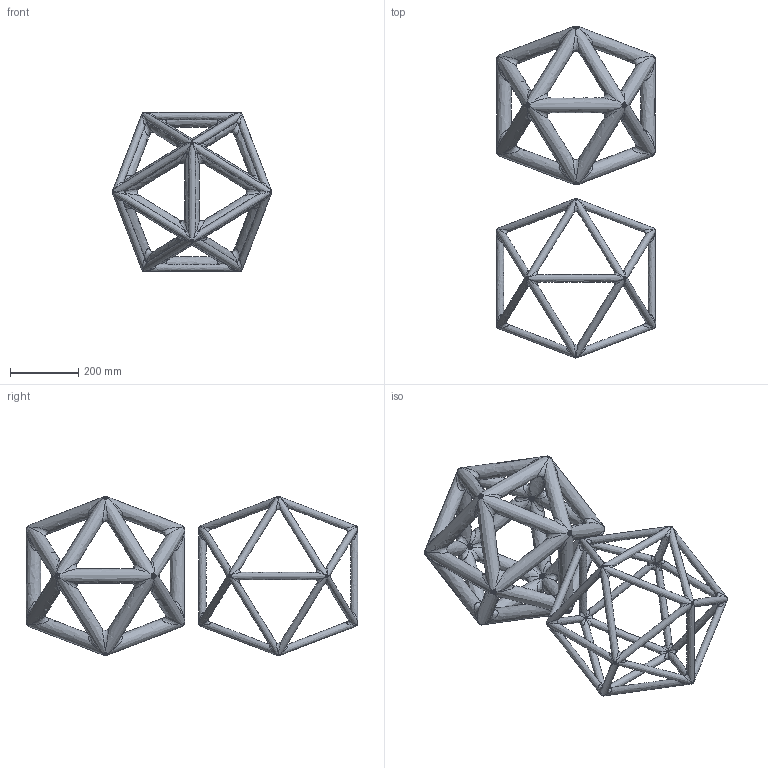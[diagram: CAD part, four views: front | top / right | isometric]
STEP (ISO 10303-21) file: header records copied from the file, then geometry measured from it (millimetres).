
FILE_DESCRIPTION(('FreeCAD Model'),'2;1');
FILE_NAME('Open CASCADE Shape Model','2025-05-04T06:55:13',('FreeCAD'),( 'FreeCAD'),'Open CASCADE STEP processor 7.6','FreeCAD','Unknown');
FILE_SCHEMA(('AUTOMOTIVE_DESIGN { 1 0 10303 214 1 1 1 1 }'));
Products named in the file (1): Open CASCADE STEP translator 7.6 1
Bounding box: 466.61 x 972.16 x 466.61 mm (x, y, z)
Volume: 13356492.2 mm3; surface area: 1372856.5 mm2
Topology: 2 solids, 2 shells, 677 faces, 1887 edges, 913 vertices
Faces by surface type: bspline 677
Entity records: 58385 total; most frequent: CARTESIAN_POINT 49086, ORIENTED_EDGE 3320, EDGE_CURVE 1660, VERTEX_POINT 912, B_SPLINE_CURVE_WITH_KNOTS 780, ADVANCED_FACE 676, FACE_BOUND 676, EDGE_LOOP 676
